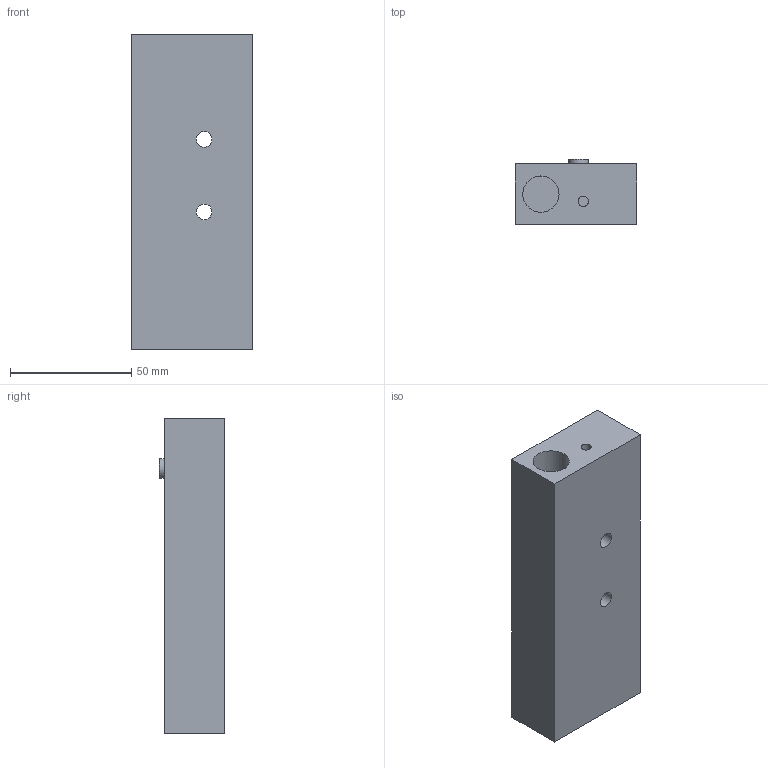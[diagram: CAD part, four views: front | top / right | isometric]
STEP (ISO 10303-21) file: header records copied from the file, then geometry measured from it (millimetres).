
FILE_DESCRIPTION(/* description */ ('AVAC Multicircuit'),/* implementation_level */ '2;1');
FILE_NAME(/* name */ '110 010 16 S.stp',/* time_stamp */ '2019-03-28T11:51:25+01:00',/* author */ ('Lars'),/* organization */ ('AVAC Vakuumteknik AB'),/* preprocessor_version */ 'ST-DEVELOPER v17',/* originating_system */ 'Autodesk Inventor 2018',/* authorisation */ '');
FILE_SCHEMA (('AUTOMOTIVE_DESIGN { 1 0 10303 214 3 1 1 }'));
Length unit declared in the file: millimetre
Products named in the file (1): Multikretssolid med extra allt
Bounding box: 50 x 27 x 130.5 mm (x, y, z)
Volume: 151206 mm3; surface area: 26446.7 mm2
Topology: 1 solids, 1 shells, 37 faces, 68 edges, 47 vertices
Faces by surface type: plane 20, cylinder 16, torus 1
Full cylindrical faces by diameter (mm): 4.3 x1, 6.5 x2, 8 x1, 8.6 x7, 10.5 x2, 15 x3
Entity records: 999 total; most frequent: DIRECTION 184, CARTESIAN_POINT 153, ORIENTED_EDGE 136, AXIS2_PLACEMENT_3D 78, EDGE_CURVE 68, EDGE_LOOP 55, VERTEX_POINT 47, CIRCLE 40
